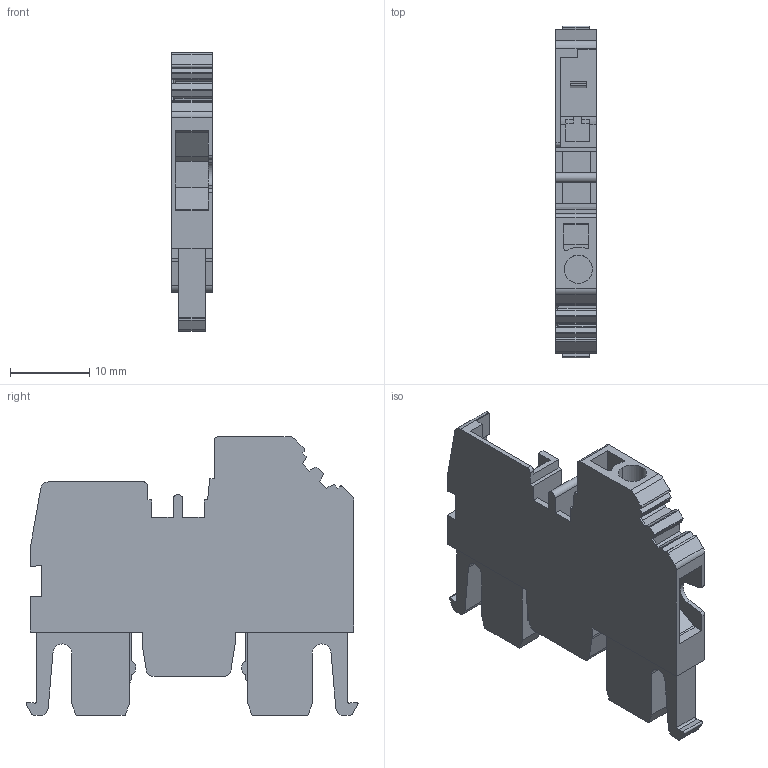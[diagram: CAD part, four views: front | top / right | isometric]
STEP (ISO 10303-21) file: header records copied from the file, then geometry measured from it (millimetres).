
FILE_DESCRIPTION(('CATIA V5 STEP Exchange','CAx-IF Rec.Pracs.--- Model Styling and Organization---1.4--- 2014-01-23'),'2;1');
FILE_NAME ('D1450802_0', '2020-01-24T08:40:09+00:00', ('none'), ('Weidmueller'), 'CATIA Version 5-6 Release 2016 SP3 HF44', 'CATIA V5 STEP AP214', 'none');
FILE_SCHEMA(('AUTOMOTIVE_DESIGN { 1 0 10303 214 1 1 1 1 }'));
Length unit declared in the file: millimetre
Products named in the file (1): 1305320000_WDT2-5_AT
Bounding box: 5.1 x 41.77 x 35.1 mm (x, y, z)
Volume: 3631 mm3; surface area: 4160.3 mm2
Topology: 2 solids, 2 shells, 220 faces, 654 edges, 445 vertices
Faces by surface type: plane 167, cylinder 53
Entity records: 7096 total; most frequent: ORIENTED_EDGE 1308, CARTESIAN_POINT 1282, DIRECTION 1018, EDGE_CURVE 654, VECTOR 542, LINE 542, VERTEX_POINT 445, AXIS2_PLACEMENT_3D 295
